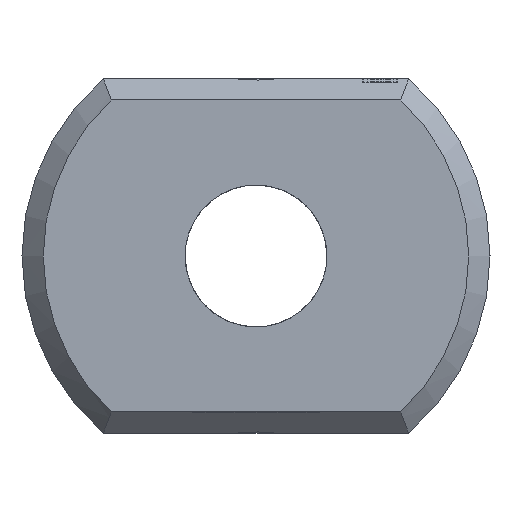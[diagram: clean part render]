
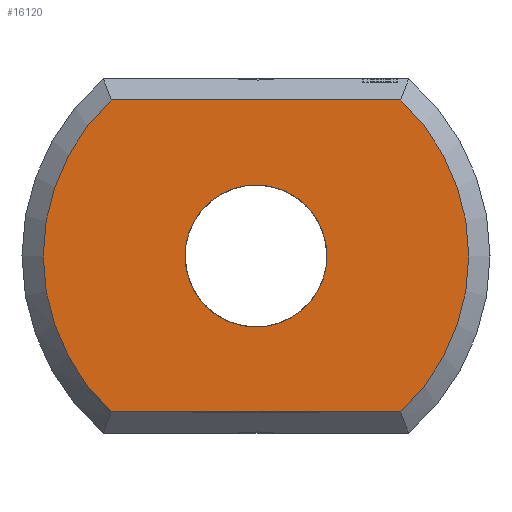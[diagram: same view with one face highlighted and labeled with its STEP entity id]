
A CAD part, left-side view. The second image highlights one B-rep face of the part: STEP entity #16120.
In plain terms, the highlighted planar face has unit normal (-1, 0, 0).
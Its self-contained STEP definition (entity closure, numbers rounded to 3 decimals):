
#3978 = VERTEX_POINT('',#3979);
#3979 = CARTESIAN_POINT('',(0.,-2.04,2.2));
#3988 = VERTEX_POINT('',#3989);
#3989 = CARTESIAN_POINT('',(0.,-2.04,-2.2));
#3996 = EDGE_CURVE('',#3978,#3988,#3997,.T.);
#3997 = CIRCLE('',#3998,3.);
#3998 = AXIS2_PLACEMENT_3D('',#3999,#4000,#4001);
#3999 = CARTESIAN_POINT('',(0.,0.,0.));
#4000 = DIRECTION('',(1.,0.,0.));
#4001 = DIRECTION('',(0.,-0.653,0.758)
  );
#5098 = VERTEX_POINT('',#5099);
#5099 = CARTESIAN_POINT('',(0.,2.04,2.2));
#5106 = EDGE_CURVE('',#3978,#5098,#5107,.T.);
#5107 = LINE('',#5108,#5109);
#5108 = CARTESIAN_POINT('',(0.,-2.154,2.2));
#5109 = VECTOR('',#5110,1.);
#5110 = DIRECTION('',(0.,1.,0.));
#16120 = ADVANCED_FACE('',(#16121,#16140),#16151,.F.);
#16121 = FACE_BOUND('',#16122,.F.);
#16122 = EDGE_LOOP('',(#16123,#16132,#16133,#16134));
#16123 = ORIENTED_EDGE('',*,*,#16124,.T.);
#16124 = EDGE_CURVE('',#16125,#5098,#16127,.T.);
#16125 = VERTEX_POINT('',#16126);
#16126 = CARTESIAN_POINT('',(0.,2.04,-2.2));
#16127 = CIRCLE('',#16128,3.);
#16128 = AXIS2_PLACEMENT_3D('',#16129,#16130,#16131);
#16129 = CARTESIAN_POINT('',(0.,0.,0.));
#16130 = DIRECTION('',(1.,0.,0.));
#16131 = DIRECTION('',(0.,0.653,-0.758)
  );
#16132 = ORIENTED_EDGE('',*,*,#5106,.F.);
#16133 = ORIENTED_EDGE('',*,*,#3996,.T.);
#16134 = ORIENTED_EDGE('',*,*,#16135,.T.);
#16135 = EDGE_CURVE('',#3988,#16125,#16136,.T.);
#16136 = LINE('',#16137,#16138);
#16137 = CARTESIAN_POINT('',(0.,-2.154,-2.2));
#16138 = VECTOR('',#16139,1.);
#16139 = DIRECTION('',(0.,1.,0.));
#16140 = FACE_BOUND('',#16141,.T.);
#16141 = EDGE_LOOP('',(#16142));
#16142 = ORIENTED_EDGE('',*,*,#16143,.T.);
#16143 = EDGE_CURVE('',#16144,#16144,#16146,.T.);
#16144 = VERTEX_POINT('',#16145);
#16145 = CARTESIAN_POINT('',(0.,1.,0.)
  );
#16146 = CIRCLE('',#16147,1.);
#16147 = AXIS2_PLACEMENT_3D('',#16148,#16149,#16150);
#16148 = CARTESIAN_POINT('',(0.,0.,0.));
#16149 = DIRECTION('',(1.,0.,0.));
#16150 = DIRECTION('',(0.,1.,0.));
#16151 = PLANE('',#16152);
#16152 = AXIS2_PLACEMENT_3D('',#16153,#16154,#16155);
#16153 = CARTESIAN_POINT('',(0.,0.,0.));
#16154 = DIRECTION('',(1.,0.,0.));
#16155 = DIRECTION('',(0.,0.,1.));
